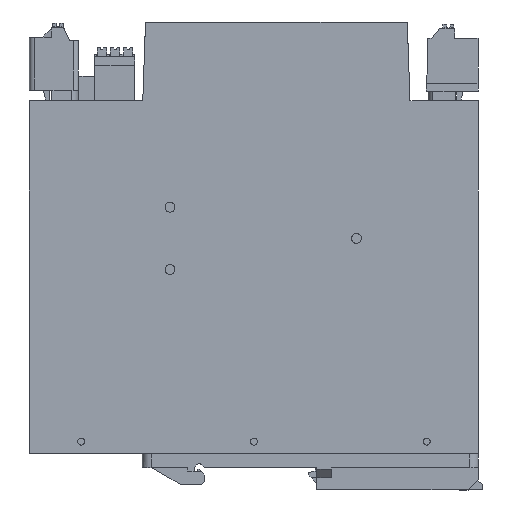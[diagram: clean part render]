
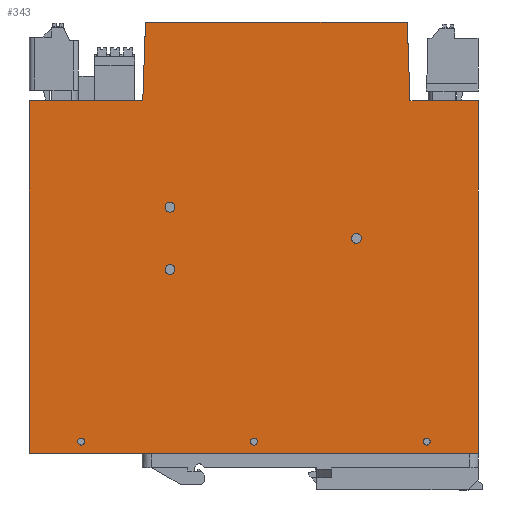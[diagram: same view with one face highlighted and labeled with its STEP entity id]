
A CAD part, left-side view. The second image highlights one B-rep face of the part: STEP entity #343.
In plain terms, the highlighted planar face has unit normal (-1, 0, 0).
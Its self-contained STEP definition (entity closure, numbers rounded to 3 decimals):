
#136=AXIS2_PLACEMENT_3D('Plane Axis2P3D',#133,#134,#135) ;
#213=AXIS2_PLACEMENT_3D('Circle Axis2P3D',#211,#212,$) ;
#222=AXIS2_PLACEMENT_3D('Circle Axis2P3D',#220,#221,$) ;
#231=AXIS2_PLACEMENT_3D('Circle Axis2P3D',#229,#230,$) ;
#240=AXIS2_PLACEMENT_3D('Circle Axis2P3D',#238,#239,$) ;
#247=AXIS2_PLACEMENT_3D('Circle Axis2P3D',#245,#246,$) ;
#254=AXIS2_PLACEMENT_3D('Circle Axis2P3D',#252,#253,$) ;
#261=AXIS2_PLACEMENT_3D('Circle Axis2P3D',#259,#260,$) ;
#273=AXIS2_PLACEMENT_3D('Circle Axis2P3D',#271,#272,$) ;
#282=AXIS2_PLACEMENT_3D('Circle Axis2P3D',#280,#281,$) ;
#291=AXIS2_PLACEMENT_3D('Circle Axis2P3D',#289,#290,$) ;
#300=AXIS2_PLACEMENT_3D('Circle Axis2P3D',#298,#299,$) ;
#309=AXIS2_PLACEMENT_3D('Circle Axis2P3D',#307,#308,$) ;
#318=AXIS2_PLACEMENT_3D('Circle Axis2P3D',#316,#317,$) ;
#327=AXIS2_PLACEMENT_3D('Circle Axis2P3D',#325,#326,$) ;
#336=AXIS2_PLACEMENT_3D('Circle Axis2P3D',#334,#335,$) ;
#36=CARTESIAN_POINT('Line Origine',(0.,66.2,10.5)) ;
#40=CARTESIAN_POINT('Vertex',(0.,1.2,10.5)) ;
#42=CARTESIAN_POINT('Vertex',(0.,131.2,10.5)) ;
#133=CARTESIAN_POINT('Axis2P3D Location',(0.,66.2,72.85)) ;
#138=CARTESIAN_POINT('Line Origine',(0.,97.989,124.05)) ;
#142=CARTESIAN_POINT('Vertex',(0.,98.386,112.7)) ;
#144=CARTESIAN_POINT('Vertex',(0.,97.593,135.4)) ;
#147=CARTESIAN_POINT('Line Origine',(0.,114.793,112.7)) ;
#151=CARTESIAN_POINT('Vertex',(0.,131.2,112.7)) ;
#154=CARTESIAN_POINT('Line Origine',(0.,131.2,61.6)) ;
#159=CARTESIAN_POINT('Line Origine',(0.,1.2,61.6)) ;
#163=CARTESIAN_POINT('Vertex',(0.,1.2,112.7)) ;
#166=CARTESIAN_POINT('Line Origine',(0.,11.107,112.7)) ;
#170=CARTESIAN_POINT('Vertex',(0.,21.014,112.7)) ;
#173=CARTESIAN_POINT('Line Origine',(0.,21.412,124.1)) ;
#177=CARTESIAN_POINT('Vertex',(0.,21.81,135.5)) ;
#180=CARTESIAN_POINT('Line Origine',(0.,59.7,135.5)) ;
#184=CARTESIAN_POINT('Vertex',(0.,97.59,135.5)) ;
#187=CARTESIAN_POINT('Line Origine',(0.,97.59,135.45)) ;
#191=CARTESIAN_POINT('Vertex',(0.,97.59,135.4)) ;
#194=CARTESIAN_POINT('Line Origine',(0.,97.591,135.4)) ;
#211=CARTESIAN_POINT('Axis2P3D Location',(0.,66.2,14.)) ;
#215=CARTESIAN_POINT('Vertex',(0.,65.717,14.883)) ;
#217=CARTESIAN_POINT('Vertex',(0.,66.683,13.117)) ;
#220=CARTESIAN_POINT('Axis2P3D Location',(0.,66.2,14.)) ;
#229=CARTESIAN_POINT('Axis2P3D Location',(0.,90.5,81.85)) ;
#233=CARTESIAN_POINT('Vertex',(0.,90.5,80.425)) ;
#235=CARTESIAN_POINT('Vertex',(0.,89.186,81.3)) ;
#238=CARTESIAN_POINT('Axis2P3D Location',(0.,90.5,81.85)) ;
#242=CARTESIAN_POINT('Vertex',(0.,91.183,80.599)) ;
#245=CARTESIAN_POINT('Axis2P3D Location',(0.,90.5,81.85)) ;
#249=CARTESIAN_POINT('Vertex',(0.,91.814,81.3)) ;
#252=CARTESIAN_POINT('Axis2P3D Location',(0.,90.5,81.85)) ;
#256=CARTESIAN_POINT('Vertex',(0.,90.5,83.275)) ;
#259=CARTESIAN_POINT('Axis2P3D Location',(0.,90.5,81.85)) ;
#271=CARTESIAN_POINT('Axis2P3D Location',(0.,36.5,72.85)) ;
#275=CARTESIAN_POINT('Vertex',(0.,37.183,71.599)) ;
#277=CARTESIAN_POINT('Vertex',(0.,35.817,74.101)) ;
#280=CARTESIAN_POINT('Axis2P3D Location',(0.,36.5,72.85)) ;
#289=CARTESIAN_POINT('Axis2P3D Location',(0.,16.2,14.)) ;
#293=CARTESIAN_POINT('Vertex',(0.,15.717,14.883)) ;
#295=CARTESIAN_POINT('Vertex',(0.,16.683,13.117)) ;
#298=CARTESIAN_POINT('Axis2P3D Location',(0.,16.2,14.)) ;
#307=CARTESIAN_POINT('Axis2P3D Location',(0.,90.5,63.85)) ;
#311=CARTESIAN_POINT('Vertex',(0.,91.183,62.599)) ;
#313=CARTESIAN_POINT('Vertex',(0.,89.817,65.101)) ;
#316=CARTESIAN_POINT('Axis2P3D Location',(0.,90.5,63.85)) ;
#325=CARTESIAN_POINT('Axis2P3D Location',(0.,116.2,14.)) ;
#329=CARTESIAN_POINT('Vertex',(0.,115.717,14.883)) ;
#331=CARTESIAN_POINT('Vertex',(0.,116.683,13.117)) ;
#334=CARTESIAN_POINT('Axis2P3D Location',(0.,116.2,14.)) ;
#37=DIRECTION('Vector Direction',(0.,1.,0.)) ;
#134=DIRECTION('Axis2P3D Direction',(-1.,0.,0.)) ;
#135=DIRECTION('Axis2P3D XDirection',(0.,0.,-1.)) ;
#139=DIRECTION('Vector Direction',(0.,-0.035,0.999)) ;
#148=DIRECTION('Vector Direction',(0.,-1.,0.)) ;
#155=DIRECTION('Vector Direction',(0.,0.,1.)) ;
#160=DIRECTION('Vector Direction',(0.,0.,-1.)) ;
#167=DIRECTION('Vector Direction',(0.,1.,0.)) ;
#174=DIRECTION('Vector Direction',(0.,-0.035,-0.999)) ;
#181=DIRECTION('Vector Direction',(0.,-1.,0.)) ;
#188=DIRECTION('Vector Direction',(0.,0.,-1.)) ;
#195=DIRECTION('Vector Direction',(0.,1.,0.)) ;
#212=DIRECTION('Axis2P3D Direction',(-1.,0.,0.)) ;
#221=DIRECTION('Axis2P3D Direction',(-1.,0.,0.)) ;
#230=DIRECTION('Axis2P3D Direction',(-1.,0.,0.)) ;
#239=DIRECTION('Axis2P3D Direction',(-1.,0.,0.)) ;
#246=DIRECTION('Axis2P3D Direction',(-1.,0.,0.)) ;
#253=DIRECTION('Axis2P3D Direction',(-1.,0.,0.)) ;
#260=DIRECTION('Axis2P3D Direction',(-1.,0.,0.)) ;
#272=DIRECTION('Axis2P3D Direction',(-1.,0.,0.)) ;
#281=DIRECTION('Axis2P3D Direction',(-1.,0.,0.)) ;
#290=DIRECTION('Axis2P3D Direction',(-1.,0.,0.)) ;
#299=DIRECTION('Axis2P3D Direction',(-1.,0.,0.)) ;
#308=DIRECTION('Axis2P3D Direction',(-1.,0.,0.)) ;
#317=DIRECTION('Axis2P3D Direction',(-1.,0.,0.)) ;
#326=DIRECTION('Axis2P3D Direction',(-1.,0.,0.)) ;
#335=DIRECTION('Axis2P3D Direction',(-1.,0.,0.)) ;
#38=VECTOR('Line Direction',#37,1.) ;
#140=VECTOR('Line Direction',#139,1.) ;
#149=VECTOR('Line Direction',#148,1.) ;
#156=VECTOR('Line Direction',#155,1.) ;
#161=VECTOR('Line Direction',#160,1.) ;
#168=VECTOR('Line Direction',#167,1.) ;
#175=VECTOR('Line Direction',#174,1.) ;
#182=VECTOR('Line Direction',#181,1.) ;
#189=VECTOR('Line Direction',#188,1.) ;
#196=VECTOR('Line Direction',#195,1.) ;
#200=ORIENTED_EDGE('',*,*,#146,.F.) ;
#201=ORIENTED_EDGE('',*,*,#153,.F.) ;
#202=ORIENTED_EDGE('',*,*,#158,.F.) ;
#203=ORIENTED_EDGE('',*,*,#44,.F.) ;
#204=ORIENTED_EDGE('',*,*,#165,.F.) ;
#205=ORIENTED_EDGE('',*,*,#172,.T.) ;
#206=ORIENTED_EDGE('',*,*,#179,.T.) ;
#207=ORIENTED_EDGE('',*,*,#186,.F.) ;
#208=ORIENTED_EDGE('',*,*,#193,.T.) ;
#209=ORIENTED_EDGE('',*,*,#198,.T.) ;
#226=ORIENTED_EDGE('',*,*,#219,.F.) ;
#227=ORIENTED_EDGE('',*,*,#224,.F.) ;
#265=ORIENTED_EDGE('',*,*,#237,.F.) ;
#266=ORIENTED_EDGE('',*,*,#244,.F.) ;
#267=ORIENTED_EDGE('',*,*,#251,.F.) ;
#268=ORIENTED_EDGE('',*,*,#258,.F.) ;
#269=ORIENTED_EDGE('',*,*,#263,.F.) ;
#286=ORIENTED_EDGE('',*,*,#279,.F.) ;
#287=ORIENTED_EDGE('',*,*,#284,.F.) ;
#304=ORIENTED_EDGE('',*,*,#297,.F.) ;
#305=ORIENTED_EDGE('',*,*,#302,.F.) ;
#322=ORIENTED_EDGE('',*,*,#315,.F.) ;
#323=ORIENTED_EDGE('',*,*,#320,.F.) ;
#340=ORIENTED_EDGE('',*,*,#333,.F.) ;
#341=ORIENTED_EDGE('',*,*,#338,.F.) ;
#228=FACE_BOUND('',#225,.T.) ;
#270=FACE_BOUND('',#264,.T.) ;
#288=FACE_BOUND('',#285,.T.) ;
#306=FACE_BOUND('',#303,.T.) ;
#324=FACE_BOUND('',#321,.T.) ;
#342=FACE_BOUND('',#339,.T.) ;
#343=ADVANCED_FACE('STROMVERSORGUNG',(#210,#228,#270,#288,#306,#324,#342),#137,.T.) ;
#214=CIRCLE('generated circle',#213,1.007) ;
#223=CIRCLE('generated circle',#222,1.007) ;
#232=CIRCLE('generated circle',#231,1.425) ;
#241=CIRCLE('generated circle',#240,1.425) ;
#248=CIRCLE('generated circle',#247,1.425) ;
#255=CIRCLE('generated circle',#254,1.425) ;
#262=CIRCLE('generated circle',#261,1.425) ;
#274=CIRCLE('generated circle',#273,1.425) ;
#283=CIRCLE('generated circle',#282,1.425) ;
#292=CIRCLE('generated circle',#291,1.007) ;
#301=CIRCLE('generated circle',#300,1.007) ;
#310=CIRCLE('generated circle',#309,1.425) ;
#319=CIRCLE('generated circle',#318,1.425) ;
#328=CIRCLE('generated circle',#327,1.007) ;
#337=CIRCLE('generated circle',#336,1.007) ;
#44=EDGE_CURVE('',#41,#43,#39,.T.) ;
#146=EDGE_CURVE('',#143,#145,#141,.T.) ;
#153=EDGE_CURVE('',#152,#143,#150,.T.) ;
#158=EDGE_CURVE('',#43,#152,#157,.T.) ;
#165=EDGE_CURVE('',#164,#41,#162,.T.) ;
#172=EDGE_CURVE('',#164,#171,#169,.T.) ;
#179=EDGE_CURVE('',#171,#178,#176,.F.) ;
#186=EDGE_CURVE('',#185,#178,#183,.T.) ;
#193=EDGE_CURVE('',#185,#192,#190,.T.) ;
#198=EDGE_CURVE('',#192,#145,#197,.T.) ;
#219=EDGE_CURVE('',#216,#218,#214,.T.) ;
#224=EDGE_CURVE('',#218,#216,#223,.T.) ;
#237=EDGE_CURVE('',#234,#236,#232,.T.) ;
#244=EDGE_CURVE('',#243,#234,#241,.T.) ;
#251=EDGE_CURVE('',#250,#243,#248,.T.) ;
#258=EDGE_CURVE('',#257,#250,#255,.T.) ;
#263=EDGE_CURVE('',#236,#257,#262,.T.) ;
#279=EDGE_CURVE('',#276,#278,#274,.T.) ;
#284=EDGE_CURVE('',#278,#276,#283,.T.) ;
#297=EDGE_CURVE('',#294,#296,#292,.T.) ;
#302=EDGE_CURVE('',#296,#294,#301,.T.) ;
#315=EDGE_CURVE('',#312,#314,#310,.T.) ;
#320=EDGE_CURVE('',#314,#312,#319,.T.) ;
#333=EDGE_CURVE('',#330,#332,#328,.T.) ;
#338=EDGE_CURVE('',#332,#330,#337,.T.) ;
#199=EDGE_LOOP('',(#200,#201,#202,#203,#204,#205,#206,#207,#208,#209)) ;
#225=EDGE_LOOP('',(#226,#227)) ;
#264=EDGE_LOOP('',(#265,#266,#267,#268,#269)) ;
#285=EDGE_LOOP('',(#286,#287)) ;
#303=EDGE_LOOP('',(#304,#305)) ;
#321=EDGE_LOOP('',(#322,#323)) ;
#339=EDGE_LOOP('',(#340,#341)) ;
#210=FACE_OUTER_BOUND('',#199,.T.) ;
#39=LINE('Line',#36,#38) ;
#141=LINE('Line',#138,#140) ;
#150=LINE('Line',#147,#149) ;
#157=LINE('Line',#154,#156) ;
#162=LINE('Line',#159,#161) ;
#169=LINE('Line',#166,#168) ;
#176=LINE('Line',#173,#175) ;
#183=LINE('Line',#180,#182) ;
#190=LINE('Line',#187,#189) ;
#197=LINE('Line',#194,#196) ;
#137=PLANE('',#136) ;
#41=VERTEX_POINT('',#40) ;
#43=VERTEX_POINT('',#42) ;
#143=VERTEX_POINT('',#142) ;
#145=VERTEX_POINT('',#144) ;
#152=VERTEX_POINT('',#151) ;
#164=VERTEX_POINT('',#163) ;
#171=VERTEX_POINT('',#170) ;
#178=VERTEX_POINT('',#177) ;
#185=VERTEX_POINT('',#184) ;
#192=VERTEX_POINT('',#191) ;
#216=VERTEX_POINT('',#215) ;
#218=VERTEX_POINT('',#217) ;
#234=VERTEX_POINT('',#233) ;
#236=VERTEX_POINT('',#235) ;
#243=VERTEX_POINT('',#242) ;
#250=VERTEX_POINT('',#249) ;
#257=VERTEX_POINT('',#256) ;
#276=VERTEX_POINT('',#275) ;
#278=VERTEX_POINT('',#277) ;
#294=VERTEX_POINT('',#293) ;
#296=VERTEX_POINT('',#295) ;
#312=VERTEX_POINT('',#311) ;
#314=VERTEX_POINT('',#313) ;
#330=VERTEX_POINT('',#329) ;
#332=VERTEX_POINT('',#331) ;
